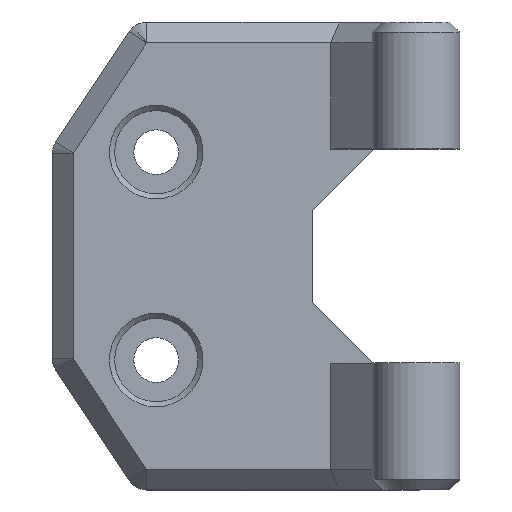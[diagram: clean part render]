
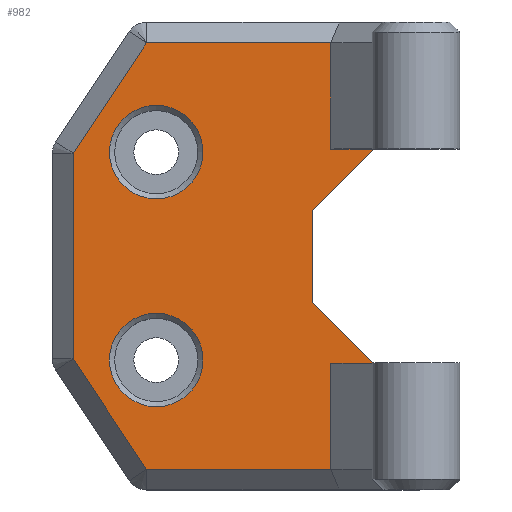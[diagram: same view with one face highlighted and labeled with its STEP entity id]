
A CAD part, top view. The second image highlights one B-rep face of the part: STEP entity #982.
In plain terms, the highlighted planar face has unit normal (0, 0, 1).
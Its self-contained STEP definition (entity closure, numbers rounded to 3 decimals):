
#29=FACE_BOUND('',#161,.T.);
#30=FACE_BOUND('',#162,.T.);
#54=PLANE('',#1079);
#97=FACE_OUTER_BOUND('',#160,.T.);
#160=EDGE_LOOP('',(#819,#820,#821,#822,#823,#824,#825,#826,#827,#828,#829,
#830));
#161=EDGE_LOOP('',(#831));
#162=EDGE_LOOP('',(#832));
#214=CIRCLE('',#1080,4.5);
#215=CIRCLE('',#1081,4.5);
#227=LINE('',#1424,#332);
#241=LINE('',#1465,#346);
#280=LINE('',#1567,#385);
#285=LINE('',#1577,#390);
#289=LINE('',#1587,#394);
#293=LINE('',#1597,#398);
#296=LINE('',#1605,#401);
#301=LINE('',#1615,#406);
#303=LINE('',#1618,#408);
#304=LINE('',#1620,#409);
#305=LINE('',#1622,#410);
#306=LINE('',#1623,#411);
#332=VECTOR('',#1132,10.);
#346=VECTOR('',#1166,10.);
#385=VECTOR('',#1255,10.);
#390=VECTOR('',#1264,10.);
#394=VECTOR('',#1274,10.);
#398=VECTOR('',#1284,10.);
#401=VECTOR('',#1293,10.);
#406=VECTOR('',#1306,10.);
#408=VECTOR('',#1310,10.);
#409=VECTOR('',#1311,10.);
#410=VECTOR('',#1312,10.);
#411=VECTOR('',#1313,10.);
#443=VERTEX_POINT('',#1421);
#444=VERTEX_POINT('',#1423);
#460=VERTEX_POINT('',#1462);
#461=VERTEX_POINT('',#1464);
#498=VERTEX_POINT('',#1564);
#499=VERTEX_POINT('',#1566);
#502=VERTEX_POINT('',#1575);
#505=VERTEX_POINT('',#1585);
#508=VERTEX_POINT('',#1595);
#510=VERTEX_POINT('',#1604);
#512=VERTEX_POINT('',#1619);
#513=VERTEX_POINT('',#1621);
#514=VERTEX_POINT('',#1624);
#515=VERTEX_POINT('',#1626);
#530=EDGE_CURVE('',#444,#443,#227,.T.);
#550=EDGE_CURVE('',#461,#460,#241,.T.);
#602=EDGE_CURVE('',#498,#499,#280,.T.);
#607=EDGE_CURVE('',#502,#498,#285,.T.);
#612=EDGE_CURVE('',#505,#502,#289,.T.);
#617=EDGE_CURVE('',#508,#505,#293,.T.);
#621=EDGE_CURVE('',#510,#508,#296,.T.);
#627=EDGE_CURVE('',#499,#460,#301,.T.);
#629=EDGE_CURVE('',#444,#510,#303,.T.);
#630=EDGE_CURVE('',#443,#512,#304,.T.);
#631=EDGE_CURVE('',#513,#512,#305,.T.);
#632=EDGE_CURVE('',#461,#513,#306,.F.);
#633=EDGE_CURVE('',#514,#514,#214,.T.);
#634=EDGE_CURVE('',#515,#515,#215,.T.);
#819=ORIENTED_EDGE('',*,*,#602,.F.);
#820=ORIENTED_EDGE('',*,*,#607,.F.);
#821=ORIENTED_EDGE('',*,*,#612,.F.);
#822=ORIENTED_EDGE('',*,*,#617,.F.);
#823=ORIENTED_EDGE('',*,*,#621,.F.);
#824=ORIENTED_EDGE('',*,*,#629,.F.);
#825=ORIENTED_EDGE('',*,*,#530,.T.);
#826=ORIENTED_EDGE('',*,*,#630,.T.);
#827=ORIENTED_EDGE('',*,*,#631,.F.);
#828=ORIENTED_EDGE('',*,*,#632,.F.);
#829=ORIENTED_EDGE('',*,*,#550,.T.);
#830=ORIENTED_EDGE('',*,*,#627,.F.);
#831=ORIENTED_EDGE('',*,*,#633,.T.);
#832=ORIENTED_EDGE('',*,*,#634,.T.);
#982=ADVANCED_FACE('',(#97,#29,#30),#54,.F.);
#1079=AXIS2_PLACEMENT_3D('',#1617,#1308,#1309);
#1080=AXIS2_PLACEMENT_3D('',#1625,#1314,#1315);
#1081=AXIS2_PLACEMENT_3D('',#1627,#1316,#1317);
#1132=DIRECTION('',(1.,0.,0.));
#1166=DIRECTION('',(-1.,0.,0.));
#1255=DIRECTION('',(1.,0.,0.));
#1264=DIRECTION('',(0.555,0.832,0.));
#1274=DIRECTION('',(0.,1.,0.));
#1284=DIRECTION('',(-0.555,0.832,0.));
#1293=DIRECTION('',(-1.,0.,0.));
#1306=DIRECTION('',(0.,-1.,0.));
#1308=DIRECTION('center_axis',(0.,0.,
-1.));
#1309=DIRECTION('ref_axis',(-1.,0.,0.));
#1310=DIRECTION('',(0.,-1.,0.));
#1311=DIRECTION('',(-0.707,0.707,0.));
#1312=DIRECTION('',(0.,-1.,0.));
#1313=DIRECTION('',(0.707,0.707,0.));
#1314=DIRECTION('center_axis',(0.,0.,
-1.));
#1315=DIRECTION('ref_axis',(-1.,0.,0.));
#1316=DIRECTION('center_axis',(0.,0.,
-1.));
#1317=DIRECTION('ref_axis',(-1.,0.,0.));
#1421=CARTESIAN_POINT('',(-11.277,-21.17,-542.401));
#1423=CARTESIAN_POINT('',(-15.354,-21.17,-542.401));
#1424=CARTESIAN_POINT('',(-16.953,-21.17,-542.401));
#1462=CARTESIAN_POINT('',(-15.354,-0.57,-542.401));
#1464=CARTESIAN_POINT('',(-11.277,-0.57,-542.401));
#1465=CARTESIAN_POINT('',(-19.053,-0.57,-542.401));
#1564=CARTESIAN_POINT('',(-33.084,9.63,-542.401));
#1566=CARTESIAN_POINT('',(-15.354,9.63,-542.401));
#1567=CARTESIAN_POINT('',(-16.953,9.63,-542.401));
#1575=CARTESIAN_POINT('',(-40.154,-0.976,-542.401));
#1577=CARTESIAN_POINT('',(-37.967,2.305,-542.401));
#1585=CARTESIAN_POINT('',(-40.154,-20.765,-542.401));
#1587=CARTESIAN_POINT('',(-40.154,4.13,-542.401));
#1595=CARTESIAN_POINT('',(-33.084,-31.37,-542.401));
#1597=CARTESIAN_POINT('',(-39.121,-22.315,-542.401));
#1604=CARTESIAN_POINT('',(-15.354,-31.37,-542.401));
#1605=CARTESIAN_POINT('',(-16.953,-31.37,-542.401));
#1615=CARTESIAN_POINT('',(-15.354,-20.87,-542.401));
#1617=CARTESIAN_POINT('Origin',(-26.752,-8.37,-542.401));
#1618=CARTESIAN_POINT('',(-15.354,-20.87,-542.401));
#1619=CARTESIAN_POINT('',(-17.154,-15.293,-542.401));
#1620=CARTESIAN_POINT('',(-19.815,-12.633,-542.401));
#1621=CARTESIAN_POINT('',(-17.154,-6.447,-542.401));
#1622=CARTESIAN_POINT('',(-17.154,-0.57,-542.401));
#1623=CARTESIAN_POINT('',(-19.815,-9.108,-542.401));
#1624=CARTESIAN_POINT('',(-27.654,-0.87,-542.401));
#1625=CARTESIAN_POINT('Origin',(-32.154,-0.87,-542.401));
#1626=CARTESIAN_POINT('',(-27.654,-20.87,-542.401));
#1627=CARTESIAN_POINT('Origin',(-32.154,-20.87,-542.401));
